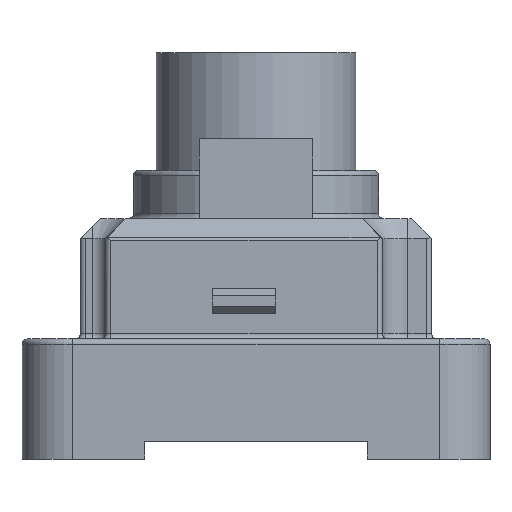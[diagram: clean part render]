
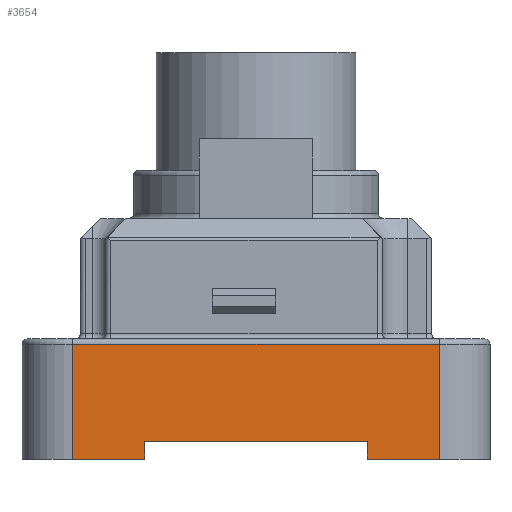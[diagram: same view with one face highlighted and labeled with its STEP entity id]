
A CAD part, left-side view. The second image highlights one B-rep face of the part: STEP entity #3654.
In plain terms, the highlighted planar face has unit normal (-1, 0, 0).
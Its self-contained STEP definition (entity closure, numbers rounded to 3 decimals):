
#467=FACE_OUTER_BOUND('',#683,.T.);
#683=EDGE_LOOP('',(#3115,#3116,#3117,#3118,#3119,#3120,#3121,#3122));
#775=LINE('',#5328,#1130);
#880=LINE('',#5711,#1235);
#885=LINE('',#5723,#1240);
#895=LINE('',#5745,#1250);
#911=LINE('',#5779,#1266);
#921=LINE('',#5802,#1276);
#1011=LINE('',#6057,#1366);
#1012=LINE('',#6058,#1367);
#1130=VECTOR('',#4210,10.);
#1235=VECTOR('',#4615,10.);
#1240=VECTOR('',#4626,10.);
#1250=VECTOR('',#4648,10.);
#1266=VECTOR('',#4678,10.);
#1276=VECTOR('',#4696,10.);
#1366=VECTOR('',#4956,10.);
#1367=VECTOR('',#4957,10.);
#1482=VERTEX_POINT('',#5318);
#1484=VERTEX_POINT('',#5324);
#1611=VERTEX_POINT('',#5705);
#1613=VERTEX_POINT('',#5709);
#1617=VERTEX_POINT('',#5721);
#1623=VERTEX_POINT('',#5744);
#1634=VERTEX_POINT('',#5778);
#1640=VERTEX_POINT('',#5793);
#1835=EDGE_CURVE('',#1482,#1484,#775,.T.);
#2026=EDGE_CURVE('',#1611,#1613,#880,.T.);
#2032=EDGE_CURVE('',#1617,#1613,#885,.T.);
#2043=EDGE_CURVE('',#1611,#1623,#895,.T.);
#2060=EDGE_CURVE('',#1623,#1634,#911,.T.);
#2072=EDGE_CURVE('',#1634,#1640,#921,.T.);
#2193=EDGE_CURVE('',#1640,#1482,#1011,.T.);
#2194=EDGE_CURVE('',#1484,#1617,#1012,.T.);
#3115=ORIENTED_EDGE('',*,*,#1835,.F.);
#3116=ORIENTED_EDGE('',*,*,#2193,.F.);
#3117=ORIENTED_EDGE('',*,*,#2072,.F.);
#3118=ORIENTED_EDGE('',*,*,#2060,.F.);
#3119=ORIENTED_EDGE('',*,*,#2043,.F.);
#3120=ORIENTED_EDGE('',*,*,#2026,.T.);
#3121=ORIENTED_EDGE('',*,*,#2032,.F.);
#3122=ORIENTED_EDGE('',*,*,#2194,.F.);
#3469=PLANE('',#4018);
#3654=ADVANCED_FACE('',(#467),#3469,.T.);
#4018=AXIS2_PLACEMENT_3D('',#6056,#4954,#4955);
#4210=DIRECTION('',(0.,-1.,0.));
#4615=DIRECTION('',(0.,0.,-1.));
#4626=DIRECTION('',(0.,1.,0.));
#4648=DIRECTION('',(0.,1.,0.));
#4678=DIRECTION('',(0.,0.,-1.));
#4696=DIRECTION('',(0.,1.,0.));
#4954=DIRECTION('center_axis',(-1.,0.,0.));
#4955=DIRECTION('ref_axis',(0.,-1.,0.));
#4956=DIRECTION('',(0.,0.,1.));
#4957=DIRECTION('',(0.,0.,-1.));
#5318=CARTESIAN_POINT('',(-18.45,7.25,3.85));
#5324=CARTESIAN_POINT('',(-18.45,-7.25,3.85));
#5328=CARTESIAN_POINT('',(-18.45,3.625,3.85));
#5705=CARTESIAN_POINT('',(-18.45,-4.4,0.));
#5709=CARTESIAN_POINT('',(-18.45,-4.4,-0.7));
#5711=CARTESIAN_POINT('',(-18.45,-4.4,0.));
#5721=CARTESIAN_POINT('',(-18.45,-7.25,-0.7));
#5723=CARTESIAN_POINT('',(-18.45,-7.25,-0.7));
#5744=CARTESIAN_POINT('',(-18.45,4.4,0.));
#5745=CARTESIAN_POINT('',(-18.45,-7.25,0.));
#5778=CARTESIAN_POINT('',(-18.45,4.4,-0.7));
#5779=CARTESIAN_POINT('',(-18.45,4.4,0.));
#5793=CARTESIAN_POINT('',(-18.45,7.25,-0.7));
#5802=CARTESIAN_POINT('',(-18.45,-7.25,-0.7));
#6056=CARTESIAN_POINT('Origin',(-18.45,7.25,0.));
#6057=CARTESIAN_POINT('',(-18.45,7.25,0.));
#6058=CARTESIAN_POINT('',(-18.45,-7.25,0.));
